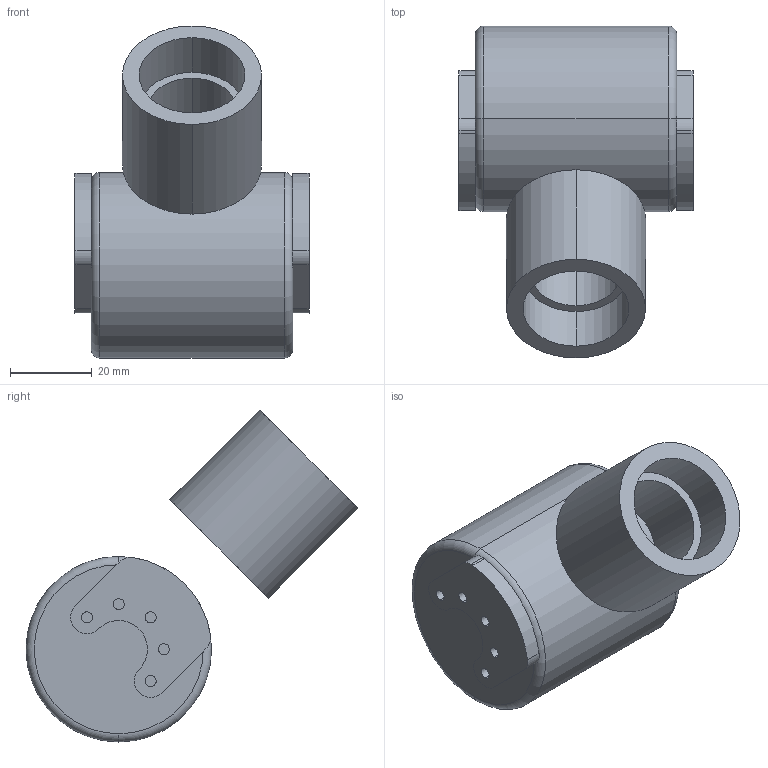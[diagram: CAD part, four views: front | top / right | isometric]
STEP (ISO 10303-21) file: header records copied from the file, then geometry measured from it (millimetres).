
FILE_DESCRIPTION (( 'STEP AP214' ), '1' );
FILE_NAME ('L34_Mount_PreGen.STEP', '2023-11-11T18:17:51', ( '' ), ( '' ), 'SwSTEP 2.0', 'SolidWorks 2022', '' );
FILE_SCHEMA (( 'AUTOMOTIVE_DESIGN' ));
Length unit declared in the file: millimetre
Products named in the file (1): L34_Mount_PreGen
Bounding box: 57.2 x 81.13 x 81.13 mm (x, y, z)
Volume: 98210.3 mm3; surface area: 23720.8 mm2
Topology: 5 solids, 5 shells, 82 faces, 194 edges, 124 vertices
Faces by surface type: cylinder 54, plane 16, torus 12
Entity records: 2536 total; most frequent: DIRECTION 488, CARTESIAN_POINT 401, ORIENTED_EDGE 388, AXIS2_PLACEMENT_3D 211, EDGE_CURVE 194, CIRCLE 128, VERTEX_POINT 124, EDGE_LOOP 108
